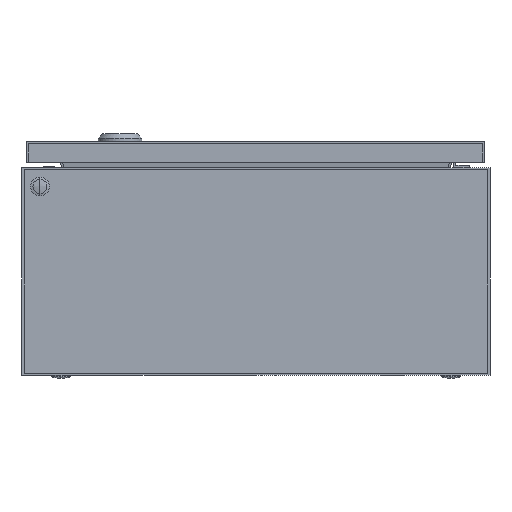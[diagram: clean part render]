
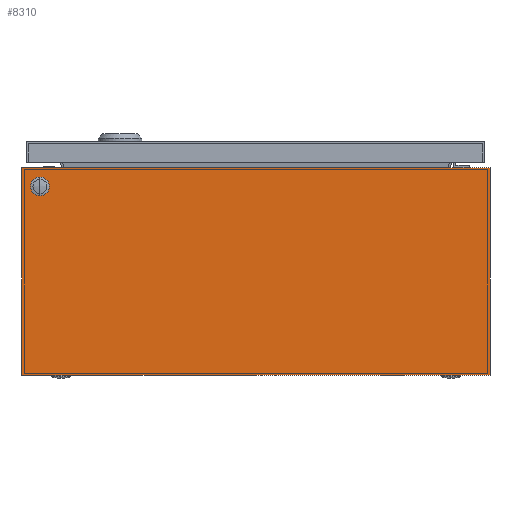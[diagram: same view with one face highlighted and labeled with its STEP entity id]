
A CAD part, front view. The second image highlights one B-rep face of the part: STEP entity #8310.
In plain terms, the highlighted planar face has unit normal (0, -1, 0).
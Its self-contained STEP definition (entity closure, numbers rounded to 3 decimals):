
#614 = ORIENTED_EDGE ( 'NONE', *, *, #42899, .F. ) ;
#1925 = LINE ( 'NONE', #35715, #8497 ) ;
#3092 = CIRCLE ( 'NONE', #44659, 4.5 ) ;
#3661 = PLANE ( 'NONE',  #22633 ) ;
#4253 = DIRECTION ( 'NONE',  ( 0., 0., -1. ) ) ;
#4594 = CARTESIAN_POINT ( 'NONE',  ( 11.5, 0., 116.5 ) ) ;
#4742 = VERTEX_POINT ( 'NONE', #4594 ) ;
#5003 = AXIS2_PLACEMENT_3D ( 'NONE', #41429, #37176, #13928 ) ;
#8277 = DIRECTION ( 'NONE',  ( 0., 0., -1. ) ) ;
#8310 = ADVANCED_FACE ( 'NONE', ( #45217, #14924 ), #3661, .F. ) ;
#8497 = VECTOR ( 'NONE', #47042, 1000. ) ;
#8587 = VERTEX_POINT ( 'NONE', #33110 ) ;
#9576 = LINE ( 'NONE', #24839, #44068 ) ;
#12055 = LINE ( 'NONE', #31792, #48321 ) ;
#13928 = DIRECTION ( 'NONE',  ( 0., 0., -1. ) ) ;
#14059 = LINE ( 'NONE', #25780, #34040 ) ;
#14924 = FACE_OUTER_BOUND ( 'NONE', #21645, .T. ) ;
#15530 = DIRECTION ( 'NONE',  ( 0., -1., 0. ) ) ;
#17356 = DIRECTION ( 'NONE',  ( 1., 0., 0. ) ) ;
#18051 = DIRECTION ( 'NONE',  ( 0., 0., -1. ) ) ;
#18916 = CARTESIAN_POINT ( 'NONE',  ( 0., 0., 133. ) ) ;
#19359 = ORIENTED_EDGE ( 'NONE', *, *, #35135, .T. ) ;
#21645 = EDGE_LOOP ( 'NONE', ( #32700, #44761, #19359, #25587 ) ) ;
#22633 = AXIS2_PLACEMENT_3D ( 'NONE', #18916, #29918, #41945 ) ;
#23256 = CARTESIAN_POINT ( 'NONE',  ( 300., 0., 0. ) ) ;
#24839 = CARTESIAN_POINT ( 'NONE',  ( 0., 0., 0. ) ) ;
#25587 = ORIENTED_EDGE ( 'NONE', *, *, #41717, .T. ) ;
#25780 = CARTESIAN_POINT ( 'NONE',  ( 0., 0., 133. ) ) ;
#27126 = EDGE_LOOP ( 'NONE', ( #614, #29085 ) ) ;
#27471 = CARTESIAN_POINT ( 'NONE',  ( 0., 0., 0. ) ) ;
#28034 = EDGE_CURVE ( 'NONE', #46202, #46256, #1925, .T. ) ;
#29085 = ORIENTED_EDGE ( 'NONE', *, *, #38319, .F. ) ;
#29918 = DIRECTION ( 'NONE',  ( 0., 1., 0. ) ) ;
#31445 = VERTEX_POINT ( 'NONE', #23256 ) ;
#31792 = CARTESIAN_POINT ( 'NONE',  ( 300., 0., 133. ) ) ;
#32405 = CARTESIAN_POINT ( 'NONE',  ( 300., 0., 133. ) ) ;
#32700 = ORIENTED_EDGE ( 'NONE', *, *, #45720, .F. ) ;
#33110 = CARTESIAN_POINT ( 'NONE',  ( 11.5, 0., 125.5 ) ) ;
#34040 = VECTOR ( 'NONE', #18051, 1000. ) ;
#35135 = EDGE_CURVE ( 'NONE', #46202, #41797, #14059, .T. ) ;
#35715 = CARTESIAN_POINT ( 'NONE',  ( 0., 0., 133. ) ) ;
#37176 = DIRECTION ( 'NONE',  ( 0., -1., 0. ) ) ;
#38319 = EDGE_CURVE ( 'NONE', #8587, #4742, #3092, .T. ) ;
#41429 = CARTESIAN_POINT ( 'NONE',  ( 11.5, 0., 121. ) ) ;
#41717 = EDGE_CURVE ( 'NONE', #41797, #31445, #9576, .T. ) ;
#41797 = VERTEX_POINT ( 'NONE', #27471 ) ;
#41945 = DIRECTION ( 'NONE',  ( 0., 0., 1. ) ) ;
#42556 = CARTESIAN_POINT ( 'NONE',  ( 11.5, 0., 121. ) ) ;
#42899 = EDGE_CURVE ( 'NONE', #4742, #8587, #44199, .T. ) ;
#44068 = VECTOR ( 'NONE', #17356, 1000. ) ;
#44199 = CIRCLE ( 'NONE', #5003, 4.5 ) ;
#44659 = AXIS2_PLACEMENT_3D ( 'NONE', #42556, #15530, #4253 ) ;
#44761 = ORIENTED_EDGE ( 'NONE', *, *, #28034, .F. ) ;
#45217 = FACE_BOUND ( 'NONE', #27126, .T. ) ;
#45720 = EDGE_CURVE ( 'NONE', #46256, #31445, #12055, .T. ) ;
#46202 = VERTEX_POINT ( 'NONE', #47485 ) ;
#46256 = VERTEX_POINT ( 'NONE', #32405 ) ;
#47042 = DIRECTION ( 'NONE',  ( 1., 0., 0. ) ) ;
#47485 = CARTESIAN_POINT ( 'NONE',  ( 0., 0., 133. ) ) ;
#48321 = VECTOR ( 'NONE', #8277, 1000. ) ;
